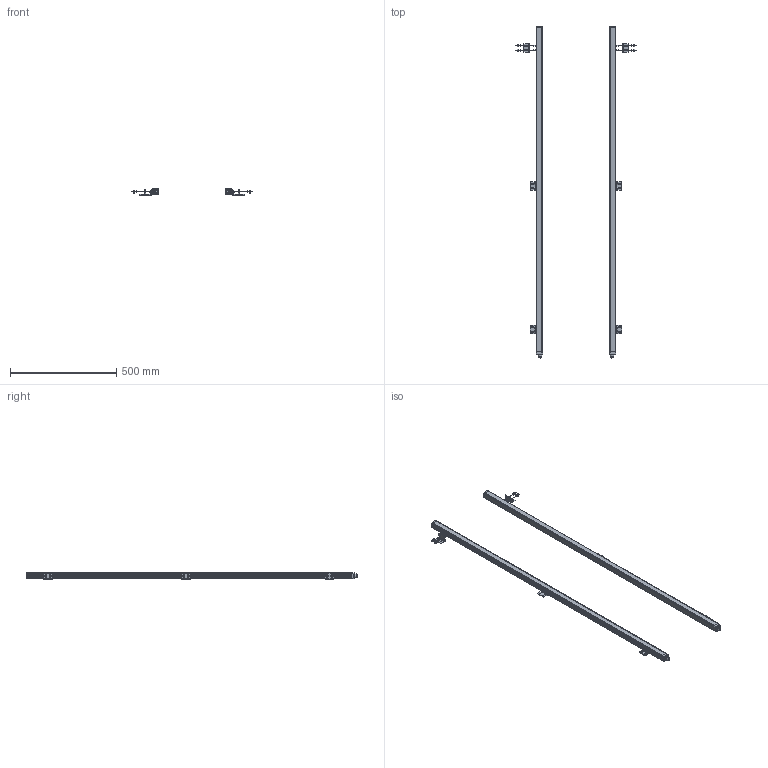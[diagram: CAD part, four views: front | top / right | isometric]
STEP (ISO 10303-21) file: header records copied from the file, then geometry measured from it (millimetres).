
FILE_DESCRIPTION((''),'2;1');
FILE_NAME('EOS_1500_ASM','2013-11-08T',('dandrea'),('REER'),'PRO/ENGINEER BY PARAMETRIC TECHNOLOGY CORPORATION, 2010180','PRO/ENGINEER BY PARAMETRIC TECHNOLOGY CORPORATION, 2010180','');
FILE_SCHEMA(('CONFIG_CONTROL_DESIGN'));
Length unit declared in the file: millimetre
Products named in the file (59): EOS_1500-3DSOLID_116; EOS_1500-3DSOLID_117; EOS_1500-3DSOLID_118; EOS_1500-3DSOLID_119; EOS_1500-3DSOLID_120; EOS_1500-3DSOLID_121; EOS_1500-3DSOLID_122; EOS_1500-3DSOLID_123; EOS_1500-3DSOLID_124; EOS_1500-3DSOLID_125; EOS_1500-3DSOLID_126; EOS_1500-3DSOLID_127; EOS_1500-3DSOLID_128; EOS_1500-3DSOLID_129; EOS_1500-3DSOLID_130; EOS_1500-3DSOLID_131; EOS_1500-3DSOLID_132; EOS_1500-3DSOLID_133; EOS_1500-3DSOLID_134; EOS_1500-3DSOLID_135; EOS_1500-3DSOLID_136; EOS_1500-3DSOLID_139; EOS_1500-3DSOLID_140; EOS_1500-3DSOLID_249; EOS_1500-3DSOLID_250; EOS_1500-3DSOLID_251; EOS_1500-3DSOLID_252; EOS_1500-3DSOLID_253; EOS_1500-3DSOLID_254; EOS_1500-3DSOLID_255; EOS_1500-3DSOLID_256; EOS_1500-3DSOLID_257; EOS_1500-3DSOLID_258; EOS_1500-3DSOLID_260; EOS_1500-3DSOLID_261; EOS_1500-3DSOLID_263; EOS_1500-3DSOLID_264; EOS_1500-3DSOLID_265; EOS_1500-3DSOLID_267; EOS_1500-3DSOLID_268 ...
Assembly tree (58 placements, depth 2):
  EOS_1500_ASM
    EOS_1500-3DSOLID_116
    EOS_1500-3DSOLID_117
    EOS_1500-3DSOLID_118
    EOS_1500-3DSOLID_119
    EOS_1500-3DSOLID_120
    EOS_1500-3DSOLID_121
    EOS_1500-3DSOLID_122
    EOS_1500-3DSOLID_123
    EOS_1500-3DSOLID_124
    EOS_1500-3DSOLID_125
    EOS_1500-3DSOLID_126
    EOS_1500-3DSOLID_127
    EOS_1500-3DSOLID_128
    EOS_1500-3DSOLID_129
    EOS_1500-3DSOLID_130
    EOS_1500-3DSOLID_131
    EOS_1500-3DSOLID_132
    EOS_1500-3DSOLID_133
    EOS_1500-3DSOLID_134
    EOS_1500-3DSOLID_135
    EOS_1500-3DSOLID_136
    EOS_1500-3DSOLID_139
    EOS_1500-3DSOLID_140
    EOS_1500-3DSOLID_249
    EOS_1500-3DSOLID_250
    EOS_1500-3DSOLID_251
    EOS_1500-3DSOLID_252
    EOS_1500-3DSOLID_253
    EOS_1500-3DSOLID_254
    EOS_1500-3DSOLID_255
    EOS_1500-3DSOLID_256
    EOS_1500-3DSOLID_257
    EOS_1500-3DSOLID_258
    EOS_1500-3DSOLID_260
    EOS_1500-3DSOLID_261
    EOS_1500-3DSOLID_263
    EOS_1500-3DSOLID_264
    EOS_1500-3DSOLID_265
    EOS_1500-3DSOLID_267
    EOS_1500-3DSOLID_268
    EOS_1500-3DSOLID_269
    EOS_1500-3DSOLID_270
    EOS_1500-3DSOLID_271
    EOS_1500-3DSOLID_272
    EOS_1500-3DSOLID_273
    EOS_1500-3DSOLID_274
    EOS_1500-3DSOLID_400
    EOS_1500-3DSOLID_401
    EOS_1500-3DSOLID_402
    EOS_1500-3DSOLID_403
    EOS_1500-3DSOLID_404
    EOS_1500-3DSOLID_405
    EOS_1500-3DSOLID_406
    EOS_1500-3DSOLID_407
    EOS_1500-3DSOLID_408
    EOS_1500-3DSOLID_409
    EOS_1500-3DSOLID_410
    EOS_1500-3DSOLID_411
Bounding box: 565.94 x 1563 x 29.33 mm (x, y, z)
Volume: 2449925.1 mm3; surface area: 693559.1 mm2
Topology: 58 solids, 58 shells, 1126 faces, 3164 edges, 2184 vertices
Faces by surface type: plane 588, cylinder 506, torus 32
Entity records: 38791 total; most frequent: CARTESIAN_POINT 6994, DIRECTION 6806, ORIENTED_EDGE 6328, EDGE_CURVE 3164, AXIS2_PLACEMENT_3D 2511, VERTEX_POINT 2184, VECTOR 1784, LINE 1784
